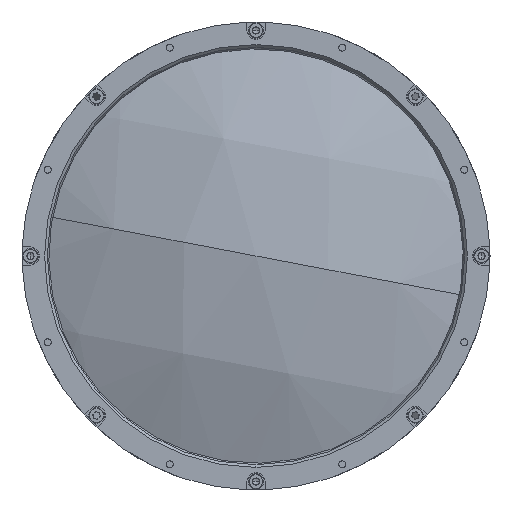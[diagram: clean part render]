
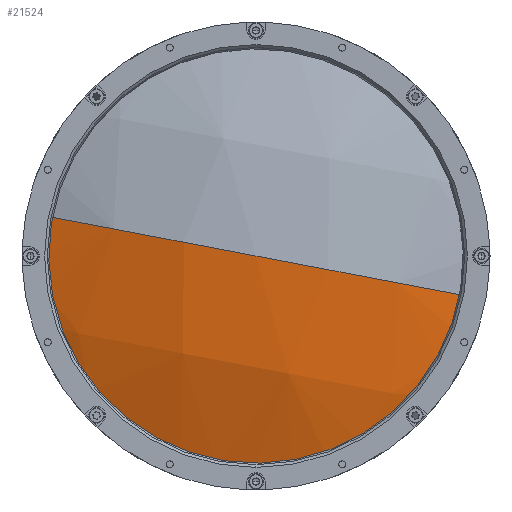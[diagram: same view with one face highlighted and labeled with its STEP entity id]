
A CAD part, left-side view. The second image highlights one B-rep face of the part: STEP entity #21524.
In plain terms, the highlighted spherical face has radius 192.8 mm.
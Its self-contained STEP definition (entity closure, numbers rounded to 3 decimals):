
#63 = DIRECTION ( 'NONE',  ( 0., -0.982, -0.187 ) ) ;
#385 = CIRCLE ( 'NONE', #3747, 192.8 ) ;
#423 = EDGE_CURVE ( 'NONE', #15993, #10671, #8808, .T. ) ;
#978 = EDGE_LOOP ( 'NONE', ( #3783, #17067, #12830 ) ) ;
#1364 = DIRECTION ( 'NONE',  ( -1., 0., 0. ) ) ;
#1433 = EDGE_CURVE ( 'NONE', #21825, #15993, #13009, .T. ) ;
#1581 = SPHERICAL_SURFACE ( 'NONE', #7527, 192.8 ) ;
#3138 = AXIS2_PLACEMENT_3D ( 'NONE', #3649, #3590, #3561 ) ;
#3561 = DIRECTION ( 'NONE',  ( 0., 0.982, 0.187 ) ) ;
#3590 = DIRECTION ( 'NONE',  ( 0., 0.187, -0.982 ) ) ;
#3649 = CARTESIAN_POINT ( 'NONE',  ( 190.2, 0., 0. ) ) ;
#3747 = AXIS2_PLACEMENT_3D ( 'NONE', #21370, #10845, #63 ) ;
#3783 = ORIENTED_EDGE ( 'NONE', *, *, #1433, .T. ) ;
#6952 = CARTESIAN_POINT ( 'NONE',  ( -2.6, 0., 0. ) ) ;
#7067 = AXIS2_PLACEMENT_3D ( 'NONE', #21204, #1364, #18830 ) ;
#7527 = AXIS2_PLACEMENT_3D ( 'NONE', #21397, #19505, #14494 ) ;
#8808 = CIRCLE ( 'NONE', #3138, 192.8 ) ;
#10607 = FACE_OUTER_BOUND ( 'NONE', #978, .T. ) ;
#10671 = VERTEX_POINT ( 'NONE', #6952 ) ;
#10845 = DIRECTION ( 'NONE',  ( 0., -0.187, 0.982 ) ) ;
#12188 = CARTESIAN_POINT ( 'NONE',  ( 13.011, 74.665, 14.182 ) ) ;
#12830 = ORIENTED_EDGE ( 'NONE', *, *, #17705, .F. ) ;
#13009 = CIRCLE ( 'NONE', #7067, 76. ) ;
#14494 = DIRECTION ( 'NONE',  ( 0., 0.982, 0.187 ) ) ;
#15993 = VERTEX_POINT ( 'NONE', #19775 ) ;
#17067 = ORIENTED_EDGE ( 'NONE', *, *, #423, .T. ) ;
#17705 = EDGE_CURVE ( 'NONE', #21825, #10671, #385, .T. ) ;
#18830 = DIRECTION ( 'NONE',  ( 0., 0.187, -0.982 ) ) ;
#19505 = DIRECTION ( 'NONE',  ( 0., 0.187, -0.982 ) ) ;
#19775 = CARTESIAN_POINT ( 'NONE',  ( 13.011, -74.665, -14.182 ) ) ;
#21204 = CARTESIAN_POINT ( 'NONE',  ( 13.011, 0., 0. ) ) ;
#21370 = CARTESIAN_POINT ( 'NONE',  ( 190.2, 0., 0. ) ) ;
#21397 = CARTESIAN_POINT ( 'NONE',  ( 190.2, 0., 0. ) ) ;
#21524 = ADVANCED_FACE ( 'NONE', ( #10607 ), #1581, .T. ) ;
#21825 = VERTEX_POINT ( 'NONE', #12188 ) ;
